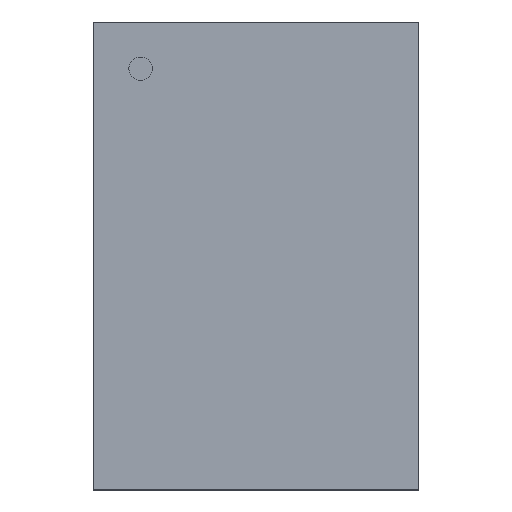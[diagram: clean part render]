
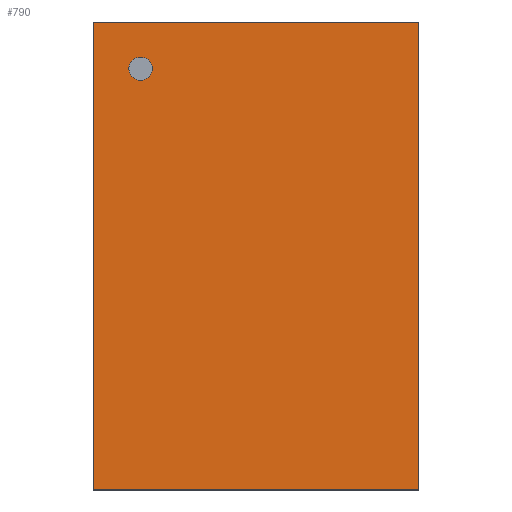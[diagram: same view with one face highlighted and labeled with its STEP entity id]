
A CAD part, top view. The second image highlights one B-rep face of the part: STEP entity #790.
In plain terms, the highlighted planar face has unit normal (0, 0, 1).
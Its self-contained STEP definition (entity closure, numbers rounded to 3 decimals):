
#566=CARTESIAN_POINT('',(1.092,-1.575,0.559));
#565=VERTEX_POINT('',#566);
#576=CARTESIAN_POINT('',(-1.092,-1.575,0.559));
#575=VERTEX_POINT('',#576);
#574=EDGE_CURVE('',#575,#565,#579,.T.);
#579=LINE('',#576,#581);
#581=VECTOR('',#582,2.184);
#582=DIRECTION('',(1.0,0.0,0.0));
#615=CARTESIAN_POINT('',(1.092,1.575,0.559));
#614=VERTEX_POINT('',#615);
#623=EDGE_CURVE('',#565,#614,#628,.T.);
#628=LINE('',#566,#630);
#630=VECTOR('',#631,3.15);
#631=DIRECTION('',(0.0,1.0,0.0));
#664=CARTESIAN_POINT('',(-1.092,1.575,0.559));
#663=VERTEX_POINT('',#664);
#672=EDGE_CURVE('',#614,#663,#677,.T.);
#677=LINE('',#615,#679);
#679=VECTOR('',#680,2.184);
#680=DIRECTION('',(-1.0,0.0,0.0));
#721=EDGE_CURVE('',#663,#575,#726,.T.);
#726=LINE('',#664,#728);
#728=VECTOR('',#729,3.15);
#729=DIRECTION('',(0.0,-1.0,0.0));
#790=ADVANCED_FACE('',(#796),#791,.T.);
#791=PLANE('',#792);
#792=AXIS2_PLACEMENT_3D('',#793,#794,#795);
#793=CARTESIAN_POINT('',(-1.092,-1.575,0.559));
#794=DIRECTION('',(0.0,0.0,1.0));
#795=DIRECTION('',(0.,1.,0.));
#796=FACE_OUTER_BOUND('',#797,.T.);
#797=EDGE_LOOP('',(#798,#808,#818,#828));
#798=ORIENTED_EDGE('',*,*,#574,.T.);
#808=ORIENTED_EDGE('',*,*,#623,.T.);
#818=ORIENTED_EDGE('',*,*,#672,.T.);
#828=ORIENTED_EDGE('',*,*,#721,.T.);
